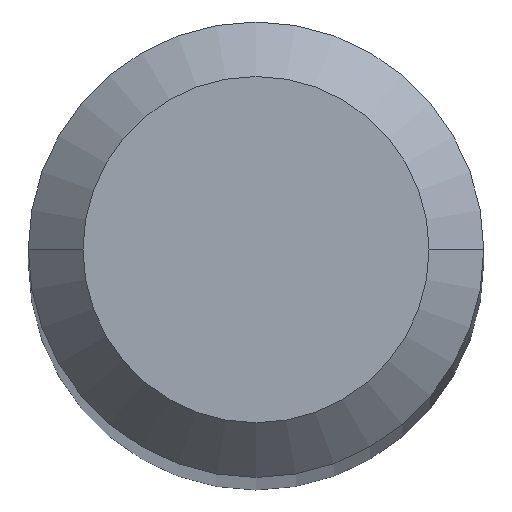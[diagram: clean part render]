
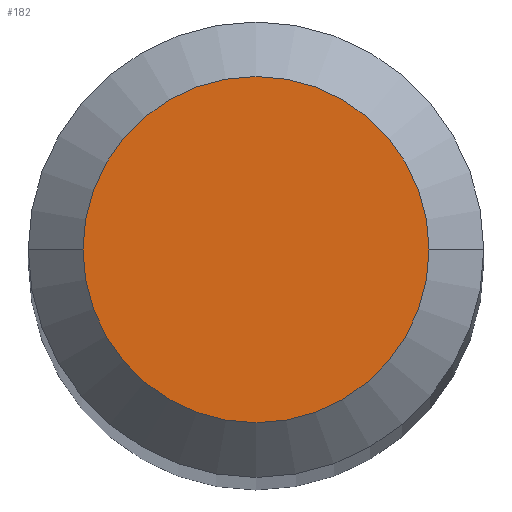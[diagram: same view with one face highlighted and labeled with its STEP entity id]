
A CAD part, top view. The second image highlights one B-rep face of the part: STEP entity #182.
In plain terms, the highlighted planar face has unit normal (0, 0, 1).
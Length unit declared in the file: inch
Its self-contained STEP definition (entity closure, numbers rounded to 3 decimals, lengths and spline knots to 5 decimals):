
#11 = EDGE_LOOP ( 'NONE', ( #198, #225 ) ) ;
#42 = CARTESIAN_POINT ( 'NONE',  ( 0., 0.0475, 0. ) ) ;
#48 = AXIS2_PLACEMENT_3D ( 'NONE', #42, #437, #248 ) ;
#70 = AXIS2_PLACEMENT_3D ( 'NONE', #93, #451, #232 ) ;
#74 = PLANE ( 'NONE',  #48 ) ;
#77 = AXIS2_PLACEMENT_3D ( 'NONE', #339, #365, #188 ) ;
#93 = CARTESIAN_POINT ( 'NONE',  ( 0., 0., 0. ) ) ;
#119 = CARTESIAN_POINT ( 'NONE',  ( -0.0475, 0., 0. ) ) ;
#182 = ADVANCED_FACE ( 'NONE', ( #326 ), #74, .F. ) ;
#188 = DIRECTION ( 'NONE',  ( 1., 0., 0. ) ) ;
#198 = ORIENTED_EDGE ( 'NONE', *, *, #384, .T. ) ;
#200 = VERTEX_POINT ( 'NONE', #440 ) ;
#225 = ORIENTED_EDGE ( 'NONE', *, *, #272, .T. ) ;
#232 = DIRECTION ( 'NONE',  ( 1., 0., 0. ) ) ;
#248 = DIRECTION ( 'NONE',  ( -1., 0., 0. ) ) ;
#272 = EDGE_CURVE ( 'NONE', #200, #408, #344, .T. ) ;
#326 = FACE_OUTER_BOUND ( 'NONE', #11, .T. ) ;
#339 = CARTESIAN_POINT ( 'NONE',  ( 0., 0., 0. ) ) ;
#344 = CIRCLE ( 'NONE', #70, 0.0475 ) ;
#365 = DIRECTION ( 'NONE',  ( 0., 0., 1. ) ) ;
#384 = EDGE_CURVE ( 'NONE', #408, #200, #466, .T. ) ;
#408 = VERTEX_POINT ( 'NONE', #119 ) ;
#437 = DIRECTION ( 'NONE',  ( 0., 0., -1. ) ) ;
#440 = CARTESIAN_POINT ( 'NONE',  ( 0.0475, 0., 0. ) ) ;
#451 = DIRECTION ( 'NONE',  ( 0., 0., 1. ) ) ;
#466 = CIRCLE ( 'NONE', #77, 0.0475 ) ;
